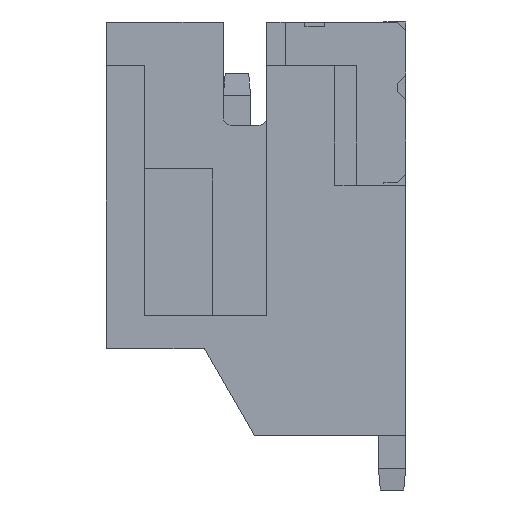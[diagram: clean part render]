
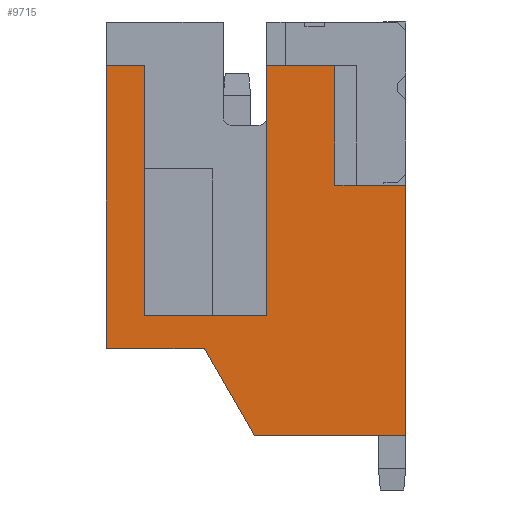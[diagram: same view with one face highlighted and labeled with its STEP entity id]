
A CAD part, left-side view. The second image highlights one B-rep face of the part: STEP entity #9715.
In plain terms, the highlighted planar face has unit normal (-1, 0, 0).
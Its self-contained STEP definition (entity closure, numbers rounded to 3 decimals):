
#24 = LINE ( 'NONE', #11767, #11237 ) ;
#103 = ORIENTED_EDGE ( 'NONE', *, *, #2135, .T. ) ;
#180 = EDGE_CURVE ( 'NONE', #8061, #6085, #2289, .T. ) ;
#586 = EDGE_CURVE ( 'NONE', #14645, #8086, #24, .T. ) ;
#722 = CARTESIAN_POINT ( 'NONE',  ( -9.95, 0., 1.3 ) ) ;
#1124 = CARTESIAN_POINT ( 'NONE',  ( -9.95, 2.7, 2.55 ) ) ;
#1280 = VERTEX_POINT ( 'NONE', #9264 ) ;
#1524 = CARTESIAN_POINT ( 'NONE',  ( -9.95, 2.55, 3.5 ) ) ;
#1593 = EDGE_LOOP ( 'NONE', ( #103, #12167, #3673, #10099, #9723, #5106, #8469, #2344, #14131, #14035, #1791, #3967 ) ) ;
#1669 = LINE ( 'NONE', #9926, #4618 ) ;
#1791 = ORIENTED_EDGE ( 'NONE', *, *, #1848, .F. ) ;
#1848 = EDGE_CURVE ( 'NONE', #11226, #3752, #6811, .T. ) ;
#1858 = CARTESIAN_POINT ( 'NONE',  ( -9.95, 2.776, -3.3 ) ) ;
#2135 = EDGE_CURVE ( 'NONE', #7459, #8061, #14526, .T. ) ;
#2279 = PLANE ( 'NONE',  #6789 ) ;
#2289 = LINE ( 'NONE', #6135, #3590 ) ;
#2293 = DIRECTION ( 'NONE',  ( 0., 0., 1. ) ) ;
#2344 = ORIENTED_EDGE ( 'NONE', *, *, #4734, .F. ) ;
#2664 = DIRECTION ( 'NONE',  ( 0., 1., 0. ) ) ;
#2731 = CARTESIAN_POINT ( 'NONE',  ( -9.95, 0., -3.3 ) ) ;
#3077 = LINE ( 'NONE', #13505, #12537 ) ;
#3222 = EDGE_CURVE ( 'NONE', #15213, #1280, #10398, .T. ) ;
#3385 = CARTESIAN_POINT ( 'NONE',  ( -9.95, 3.7, -1.7 ) ) ;
#3419 = DIRECTION ( 'NONE',  ( 0., 1., 0. ) ) ;
#3590 = VECTOR ( 'NONE', #7076, 1000. ) ;
#3673 = ORIENTED_EDGE ( 'NONE', *, *, #12072, .F. ) ;
#3752 = VERTEX_POINT ( 'NONE', #2731 ) ;
#3788 = DIRECTION ( 'NONE',  ( 0., 0.5, 0.866 ) ) ;
#3967 = ORIENTED_EDGE ( 'NONE', *, *, #7407, .F. ) ;
#4123 = VECTOR ( 'NONE', #10692, 1000. ) ;
#4348 = VERTEX_POINT ( 'NONE', #1858 ) ;
#4392 = DIRECTION ( 'NONE',  ( 0., 1., 0. ) ) ;
#4478 = VERTEX_POINT ( 'NONE', #3385 ) ;
#4584 = FACE_OUTER_BOUND ( 'NONE', #1593, .T. ) ;
#4618 = VECTOR ( 'NONE', #2664, 1000. ) ;
#4734 = EDGE_CURVE ( 'NONE', #4478, #15213, #5593, .T. ) ;
#4930 = CARTESIAN_POINT ( 'NONE',  ( -9.95, 0.4, 1.3 ) ) ;
#5106 = ORIENTED_EDGE ( 'NONE', *, *, #12197, .T. ) ;
#5165 = LINE ( 'NONE', #4930, #10174 ) ;
#5259 = VECTOR ( 'NONE', #3788, 1000. ) ;
#5593 = LINE ( 'NONE', #15092, #11361 ) ;
#5818 = DIRECTION ( 'NONE',  ( 0., 0., 1. ) ) ;
#6085 = VERTEX_POINT ( 'NONE', #1524 ) ;
#6135 = CARTESIAN_POINT ( 'NONE',  ( -9.95, 0., 3.5 ) ) ;
#6489 = EDGE_CURVE ( 'NONE', #4348, #4478, #9901, .T. ) ;
#6621 = CARTESIAN_POINT ( 'NONE',  ( -9.95, 2.55, -1.1 ) ) ;
#6789 = AXIS2_PLACEMENT_3D ( 'NONE', #1124, #8427, #5818 ) ;
#6811 = LINE ( 'NONE', #11364, #9443 ) ;
#7047 = CARTESIAN_POINT ( 'NONE',  ( -9.95, 5.5, -1.7 ) ) ;
#7076 = DIRECTION ( 'NONE',  ( 0., 1., 0. ) ) ;
#7136 = CARTESIAN_POINT ( 'NONE',  ( -9.95, 1.3, 3.5 ) ) ;
#7283 = CARTESIAN_POINT ( 'NONE',  ( -9.95, 4.8, -1.1 ) ) ;
#7407 = EDGE_CURVE ( 'NONE', #7459, #11226, #5165, .T. ) ;
#7459 = VERTEX_POINT ( 'NONE', #10179 ) ;
#7528 = CARTESIAN_POINT ( 'NONE',  ( -9.95, 4.8, -1.1 ) ) ;
#7688 = DIRECTION ( 'NONE',  ( 0., 1., 0. ) ) ;
#7937 = CARTESIAN_POINT ( 'NONE',  ( -9.95, 4.8, 3.5 ) ) ;
#8061 = VERTEX_POINT ( 'NONE', #7136 ) ;
#8086 = VERTEX_POINT ( 'NONE', #7283 ) ;
#8152 = LINE ( 'NONE', #9398, #4123 ) ;
#8427 = DIRECTION ( 'NONE',  ( -1., 0., 0. ) ) ;
#8469 = ORIENTED_EDGE ( 'NONE', *, *, #3222, .F. ) ;
#8737 = DIRECTION ( 'NONE',  ( 0., 0., 1. ) ) ;
#9051 = VECTOR ( 'NONE', #12247, 1000. ) ;
#9264 = CARTESIAN_POINT ( 'NONE',  ( -9.95, 5.5, 3.5 ) ) ;
#9398 = CARTESIAN_POINT ( 'NONE',  ( -9.95, 2.55, 2.55 ) ) ;
#9443 = VECTOR ( 'NONE', #10054, 1000. ) ;
#9715 = ADVANCED_FACE ( 'NONE', ( #4584 ), #2279, .T. ) ;
#9723 = ORIENTED_EDGE ( 'NONE', *, *, #11063, .T. ) ;
#9901 = LINE ( 'NONE', #10820, #5259 ) ;
#9926 = CARTESIAN_POINT ( 'NONE',  ( -9.95, 0., 3.5 ) ) ;
#10054 = DIRECTION ( 'NONE',  ( 0., 0., -1. ) ) ;
#10099 = ORIENTED_EDGE ( 'NONE', *, *, #586, .T. ) ;
#10174 = VECTOR ( 'NONE', #14359, 1000. ) ;
#10179 = CARTESIAN_POINT ( 'NONE',  ( -9.95, 1.3, 1.3 ) ) ;
#10398 = LINE ( 'NONE', #14102, #13108 ) ;
#10415 = VERTEX_POINT ( 'NONE', #7937 ) ;
#10692 = DIRECTION ( 'NONE',  ( 0., 0., 1. ) ) ;
#10820 = CARTESIAN_POINT ( 'NONE',  ( -9.95, 3.7, -1.7 ) ) ;
#10888 = CARTESIAN_POINT ( 'NONE',  ( -9.95, 1.3, 1.3 ) ) ;
#11063 = EDGE_CURVE ( 'NONE', #8086, #10415, #14482, .T. ) ;
#11226 = VERTEX_POINT ( 'NONE', #722 ) ;
#11237 = VECTOR ( 'NONE', #3419, 1000. ) ;
#11361 = VECTOR ( 'NONE', #7688, 1000. ) ;
#11364 = CARTESIAN_POINT ( 'NONE',  ( -9.95, 0., -3.3 ) ) ;
#11767 = CARTESIAN_POINT ( 'NONE',  ( -9.95, 2.55, -1.1 ) ) ;
#12072 = EDGE_CURVE ( 'NONE', #14645, #6085, #8152, .T. ) ;
#12167 = ORIENTED_EDGE ( 'NONE', *, *, #180, .T. ) ;
#12197 = EDGE_CURVE ( 'NONE', #10415, #1280, #1669, .T. ) ;
#12247 = DIRECTION ( 'NONE',  ( 0., 0., 1. ) ) ;
#12537 = VECTOR ( 'NONE', #4392, 1000. ) ;
#13108 = VECTOR ( 'NONE', #2293, 1000. ) ;
#13361 = VECTOR ( 'NONE', #8737, 1000. ) ;
#13505 = CARTESIAN_POINT ( 'NONE',  ( -9.95, 2.776, -3.3 ) ) ;
#14035 = ORIENTED_EDGE ( 'NONE', *, *, #14261, .F. ) ;
#14102 = CARTESIAN_POINT ( 'NONE',  ( -9.95, 5.5, 4.3 ) ) ;
#14131 = ORIENTED_EDGE ( 'NONE', *, *, #6489, .F. ) ;
#14261 = EDGE_CURVE ( 'NONE', #3752, #4348, #3077, .T. ) ;
#14359 = DIRECTION ( 'NONE',  ( 0., -1., 0. ) ) ;
#14482 = LINE ( 'NONE', #7528, #9051 ) ;
#14526 = LINE ( 'NONE', #10888, #13361 ) ;
#14645 = VERTEX_POINT ( 'NONE', #6621 ) ;
#15092 = CARTESIAN_POINT ( 'NONE',  ( -9.95, 5.5, -1.7 ) ) ;
#15213 = VERTEX_POINT ( 'NONE', #7047 ) ;
